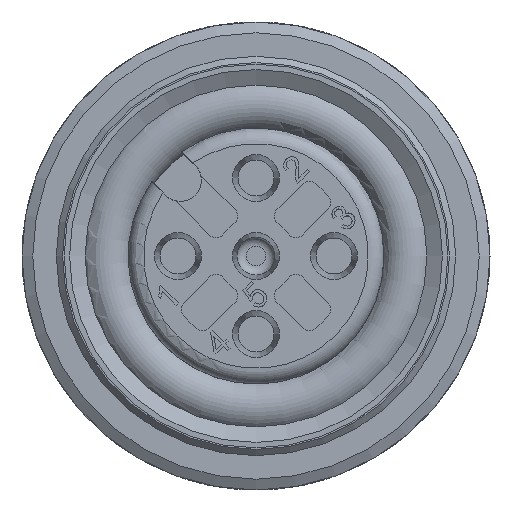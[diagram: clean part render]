
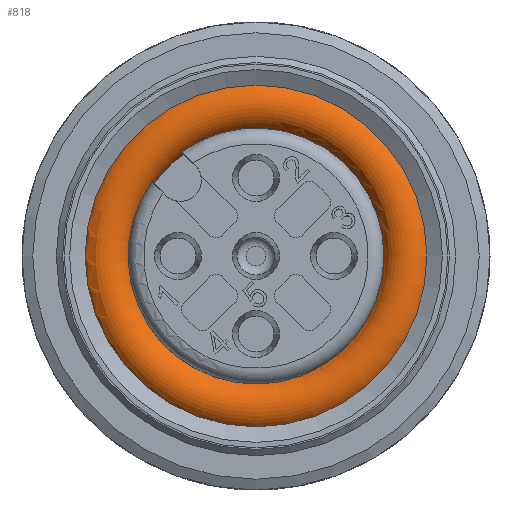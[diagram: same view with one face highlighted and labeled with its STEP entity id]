
A CAD part, left-side view. The second image highlights one B-rep face of the part: STEP entity #818.
In plain terms, the highlighted toroidal (fillet/blend) face has major radius 4.85 mm and minor radius 0.85 mm.
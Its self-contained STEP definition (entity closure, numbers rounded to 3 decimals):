
#94=TOROIDAL_SURFACE('',#4333,4.85,0.85);
#599=B_SPLINE_CURVE_WITH_KNOTS('',3,(#8141,#8142,#8143,#8144,#8145,#8146,
#8147,#8148,#8149,#8150),.UNSPECIFIED.,.F.,.F.,(4,3,3,4),(0.,0.334,
0.794,1.),.UNSPECIFIED.);
#600=B_SPLINE_CURVE_WITH_KNOTS('',3,(#8152,#8153,#8154,#8155,#8156,#8157,
#8158,#8159,#8160,#8161),.UNSPECIFIED.,.F.,.F.,(4,3,3,4),(0.,0.441,
0.898,1.),.UNSPECIFIED.);
#818=ADVANCED_FACE('',(#1447,#1448),#94,.T.);
#1447=FACE_BOUND('',#1725,.T.);
#1448=FACE_BOUND('',#1726,.T.);
#1725=EDGE_LOOP('',(#2748));
#1726=EDGE_LOOP('',(#2749,#2750,#2751,#2752));
#2748=ORIENTED_EDGE('',*,*,#3760,.T.);
#2749=ORIENTED_EDGE('',*,*,#3781,.T.);
#2750=ORIENTED_EDGE('',*,*,#3786,.T.);
#2751=ORIENTED_EDGE('',*,*,#3782,.T.);
#2752=ORIENTED_EDGE('',*,*,#3777,.F.);
#3226=VERTEX_POINT('',#8066);
#3237=VERTEX_POINT('',#8132);
#3238=VERTEX_POINT('',#8134);
#3240=VERTEX_POINT('',#8140);
#3241=VERTEX_POINT('',#8162);
#3760=EDGE_CURVE('',#3226,#3226,#3979,.T.);
#3777=EDGE_CURVE('',#3237,#3238,#3985,.T.);
#3781=EDGE_CURVE('',#3237,#3240,#599,.T.);
#3782=EDGE_CURVE('',#3241,#3238,#600,.T.);
#3786=EDGE_CURVE('',#3240,#3241,#3987,.T.);
#3979=CIRCLE('',#4314,5.475);
#3985=CIRCLE('',#4326,4.1);
#3987=CIRCLE('',#4332,4.024);
#4314=AXIS2_PLACEMENT_3D('',#8065,#5194,#5195);
#4326=AXIS2_PLACEMENT_3D('',#8133,#5227,#5228);
#4332=AXIS2_PLACEMENT_3D('',#8169,#5244,#5245);
#4333=AXIS2_PLACEMENT_3D('',#8170,#5246,#5247);
#5194=DIRECTION('',(-1.,0.,0.));
#5195=DIRECTION('',(0.,0.,-1.));
#5227=DIRECTION('',(-1.,0.,0.));
#5228=DIRECTION('',(0.,0.,-1.));
#5244=DIRECTION('',(1.,0.,0.));
#5245=DIRECTION('',(0.,0.,-1.));
#5246=DIRECTION('',(1.,0.,0.));
#5247=DIRECTION('',(0.,0.,-1.));
#8065=CARTESIAN_POINT('',(45.524,50.,32.));
#8066=CARTESIAN_POINT('',(45.524,50.,26.525));
#8132=CARTESIAN_POINT('',(45.7,53.337,34.382));
#8133=CARTESIAN_POINT('',(45.7,50.,32.));
#8134=CARTESIAN_POINT('',(45.7,52.382,35.337));
#8140=CARTESIAN_POINT('',(46.3,53.282,34.328));
#8141=CARTESIAN_POINT('',(45.7,53.337,34.382));
#8142=CARTESIAN_POINT('',(45.76,53.314,34.359));
#8143=CARTESIAN_POINT('',(45.825,53.296,34.341));
#8144=CARTESIAN_POINT('',(45.892,53.284,34.329));
#8145=CARTESIAN_POINT('',(45.983,53.267,34.313));
#8146=CARTESIAN_POINT('',(46.08,53.262,34.307));
#8147=CARTESIAN_POINT('',(46.174,53.267,34.313));
#8148=CARTESIAN_POINT('',(46.217,53.27,34.316));
#8149=CARTESIAN_POINT('',(46.259,53.275,34.321));
#8150=CARTESIAN_POINT('',(46.3,53.282,34.328));
#8152=CARTESIAN_POINT('',(46.3,52.328,35.282));
#8153=CARTESIAN_POINT('',(46.212,52.312,35.267));
#8154=CARTESIAN_POINT('',(46.12,52.307,35.262));
#8155=CARTESIAN_POINT('',(46.029,52.313,35.267));
#8156=CARTESIAN_POINT('',(45.936,52.318,35.273));
#8157=CARTESIAN_POINT('',(45.842,52.335,35.29));
#8158=CARTESIAN_POINT('',(45.757,52.362,35.317));
#8159=CARTESIAN_POINT('',(45.738,52.369,35.323));
#8160=CARTESIAN_POINT('',(45.719,52.375,35.33));
#8161=CARTESIAN_POINT('',(45.7,52.382,35.337));
#8162=CARTESIAN_POINT('',(46.3,52.328,35.282));
#8169=CARTESIAN_POINT('',(46.3,50.,32.));
#8170=CARTESIAN_POINT('',(46.1,50.,32.));
